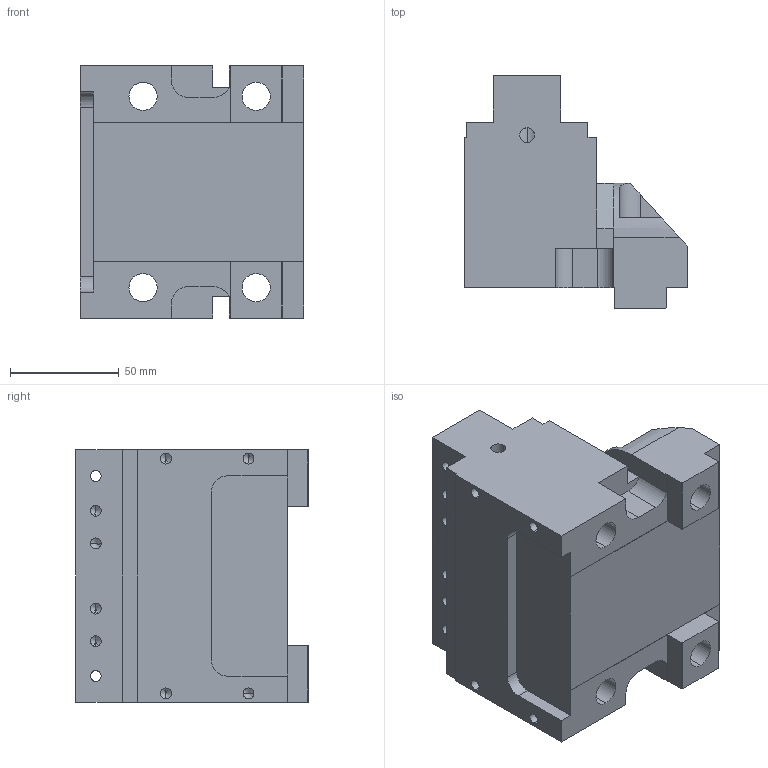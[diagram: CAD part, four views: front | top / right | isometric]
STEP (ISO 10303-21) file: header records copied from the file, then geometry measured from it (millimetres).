
FILE_DESCRIPTION (( 'STEP AP214' ), '1' );
FILE_NAME ('1704.100.stp', '2018-03-28T06:53:54', ( '' ), ( '' ), 'SwSTEP 2.0', 'SolidWorks 2016', '' );
FILE_SCHEMA (( 'AUTOMOTIVE_DESIGN' ));
Length unit declared in the file: millimetre
Products named in the file (1): 1704.100
Bounding box: 103 x 107 x 116 mm (x, y, z)
Volume: 713684.5 mm3; surface area: 77085.9 mm2
Topology: 1 solids, 1 shells, 153 faces, 427 edges, 262 vertices
Faces by surface type: cylinder 64, plane 61, cone 28
Entity records: 6814 total; most frequent: CARTESIAN_POINT 1229, DIRECTION 803, ORIENTED_EDGE 798, EDGE_CURVE 399, AXIS2_PLACEMENT_3D 274, VERTEX_POINT 262, LINE 255, VECTOR 255
